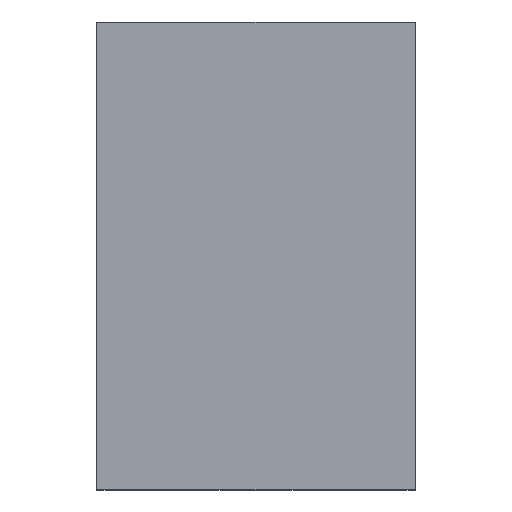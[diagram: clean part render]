
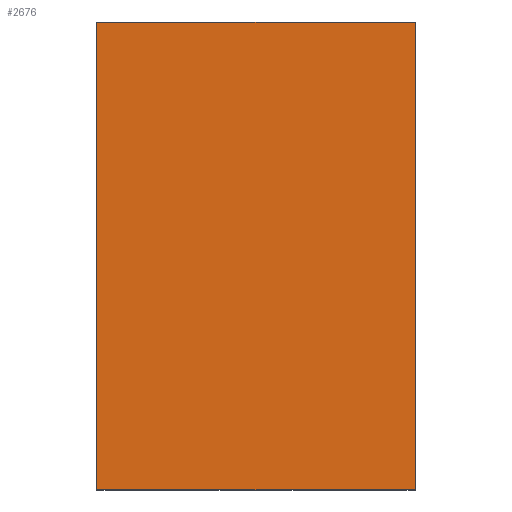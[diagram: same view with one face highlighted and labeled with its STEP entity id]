
A CAD part, top view. The second image highlights one B-rep face of the part: STEP entity #2676.
In plain terms, the highlighted face is planar.
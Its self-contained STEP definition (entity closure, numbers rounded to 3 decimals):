
#1319=DIRECTION('',(0.,0.,1.));
#1320=VECTOR('',#1319,2.5);
#1321=CARTESIAN_POINT('',(-0.85,0.75,-1.25));
#1322=LINE('',#1321,#1320);
#1326=DIRECTION('',(-1.,0.,0.));
#1327=VECTOR('',#1326,1.7);
#1328=CARTESIAN_POINT('',(0.85,0.75,-1.25));
#1329=LINE('',#1328,#1327);
#1333=DIRECTION('',(0.,0.,-1.));
#1334=VECTOR('',#1333,2.5);
#1335=CARTESIAN_POINT('',(0.85,0.75,1.25));
#1336=LINE('',#1335,#1334);
#1340=DIRECTION('',(1.,0.,0.));
#1341=VECTOR('',#1340,1.7);
#1342=CARTESIAN_POINT('',(-0.85,0.75,1.25));
#1343=LINE('',#1342,#1341);
#1417=CARTESIAN_POINT('',(-0.85,0.75,-1.25));
#1418=CARTESIAN_POINT('',(-0.85,0.75,1.25));
#1419=VERTEX_POINT('',#1417);
#1420=VERTEX_POINT('',#1418);
#1421=CARTESIAN_POINT('',(0.85,0.75,1.25));
#1422=VERTEX_POINT('',#1421);
#1423=CARTESIAN_POINT('',(0.85,0.75,-1.25));
#1424=VERTEX_POINT('',#1423);
#2665=CARTESIAN_POINT('',(0.,0.75,0.));
#2666=DIRECTION('',(0.,1.,0.));
#2667=DIRECTION('',(1.,0.,0.));
#2668=AXIS2_PLACEMENT_3D('',#2665,#2666,#2667);
#2669=PLANE('',#2668);
#2670=ORIENTED_EDGE('',*,*,#1873,.F.);
#2671=ORIENTED_EDGE('',*,*,#1961,.F.);
#2672=ORIENTED_EDGE('',*,*,#2029,.F.);
#2673=ORIENTED_EDGE('',*,*,#2268,.F.);
#2674=EDGE_LOOP('',(#2670,#2671,#2672,#2673));
#2675=FACE_OUTER_BOUND('',#2674,.F.);
#1873=EDGE_CURVE('',#1419,#1420,#1322,.T.);
#1961=EDGE_CURVE('',#1424,#1419,#1329,.T.);
#2029=EDGE_CURVE('',#1422,#1424,#1336,.T.);
#2268=EDGE_CURVE('',#1420,#1422,#1343,.T.);
#2676=ADVANCED_FACE('',(#2675),#2669,.T.);
